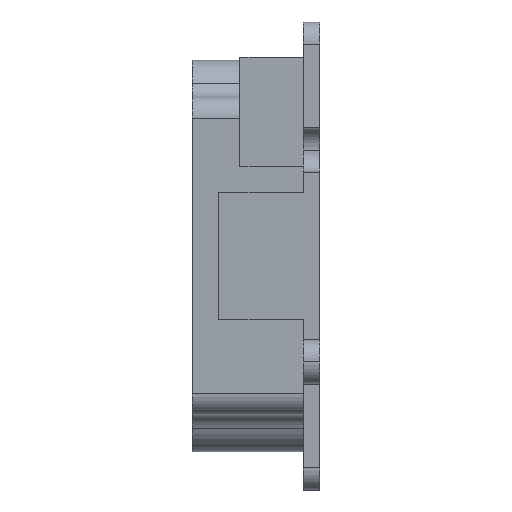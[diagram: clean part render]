
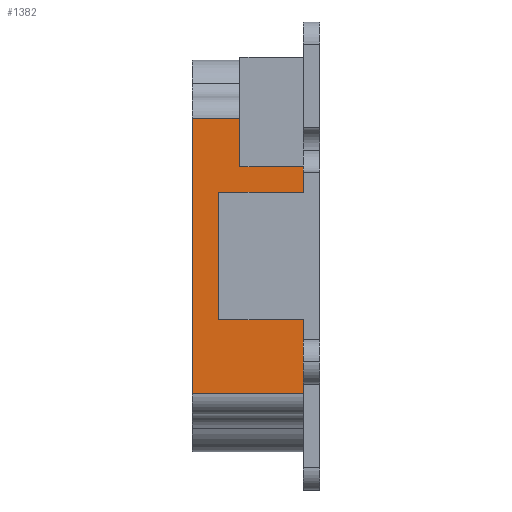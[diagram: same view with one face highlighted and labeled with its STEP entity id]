
A CAD part, left-side view. The second image highlights one B-rep face of the part: STEP entity #1382.
In plain terms, the highlighted planar face has unit normal (-1, 0, 0).
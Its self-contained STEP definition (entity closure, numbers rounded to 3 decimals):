
#149=FACE_OUTER_BOUND('',#229,.T.);
#229=EDGE_LOOP('',(#1033,#1034,#1035,#1036));
#327=LINE('',#2130,#463);
#346=LINE('',#2217,#482);
#347=LINE('',#2220,#483);
#348=LINE('',#2221,#484);
#463=VECTOR('',#1684,10.);
#482=VECTOR('',#1763,10.);
#483=VECTOR('',#1766,10.);
#484=VECTOR('',#1767,10.);
#605=VERTEX_POINT('',#2127);
#606=VERTEX_POINT('',#2129);
#644=VERTEX_POINT('',#2215);
#645=VERTEX_POINT('',#2219);
#751=EDGE_CURVE('',#605,#606,#327,.T.);
#795=EDGE_CURVE('',#644,#605,#346,.T.);
#796=EDGE_CURVE('',#645,#644,#347,.T.);
#797=EDGE_CURVE('',#606,#645,#348,.T.);
#1033=ORIENTED_EDGE('',*,*,#795,.F.);
#1034=ORIENTED_EDGE('',*,*,#796,.F.);
#1035=ORIENTED_EDGE('',*,*,#797,.F.);
#1036=ORIENTED_EDGE('',*,*,#751,.F.);
#1339=PLANE('',#1509);
#1382=ADVANCED_FACE('',(#149),#1339,.T.);
#1509=AXIS2_PLACEMENT_3D('',#2218,#1764,#1765);
#1684=DIRECTION('',(0.,0.,-1.));
#1763=DIRECTION('',(0.,-1.,0.));
#1764=DIRECTION('center_axis',(-1.,0.,0.));
#1765=DIRECTION('ref_axis',(0.,0.,1.));
#1766=DIRECTION('',(0.,0.,1.));
#1767=DIRECTION('',(0.,1.,0.));
#2127=CARTESIAN_POINT('',(-21.503,1.536,12.979));
#2129=CARTESIAN_POINT('',(-21.503,1.536,-13.021));
#2130=CARTESIAN_POINT('',(-21.503,1.536,-7.521));
#2215=CARTESIAN_POINT('',(-21.503,12.036,12.979));
#2217=CARTESIAN_POINT('',(-21.503,1.536,12.979));
#2218=CARTESIAN_POINT('Origin',(-21.503,1.536,-15.021));
#2219=CARTESIAN_POINT('',(-21.503,12.036,-13.021));
#2220=CARTESIAN_POINT('',(-21.503,12.036,14.979));
#2221=CARTESIAN_POINT('',(-21.503,1.536,-13.021));
